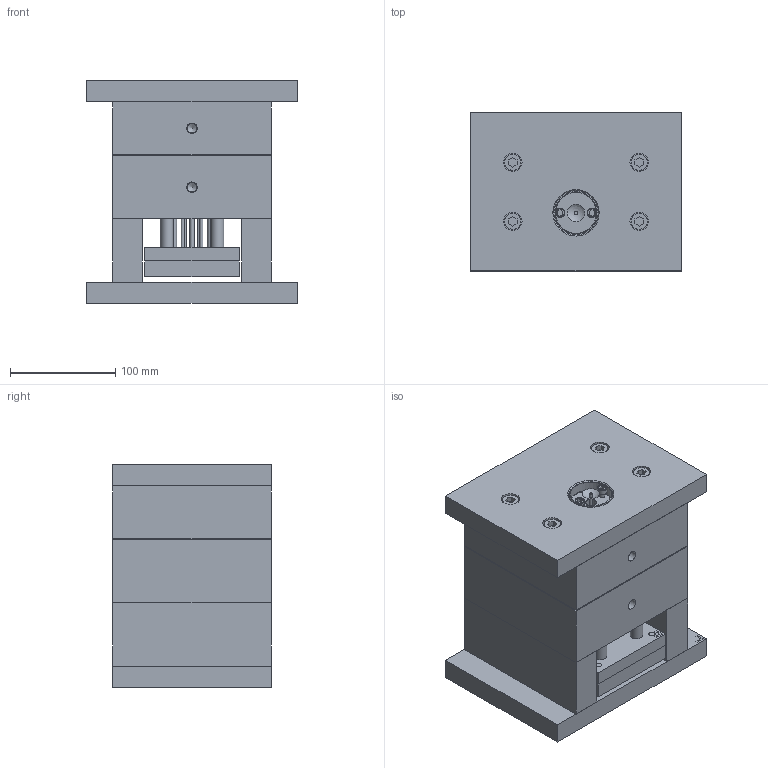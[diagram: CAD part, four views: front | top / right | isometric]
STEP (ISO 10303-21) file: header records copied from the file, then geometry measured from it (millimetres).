
FILE_DESCRIPTION(/* description */ (''),/* implementation_level */ '2;1');
FILE_NAME(/* name */ 'USB.stp',/* time_stamp */ '2018-08-31T22:31:30+08:00',/* author */ (''),/* organization */ (''),/* preprocessor_version */ 'ST-DEVELOPER v15',/* originating_system */ 'SIEMENS PLM Software NX 8.5',/* authorisation */ '');
FILE_SCHEMA (('AUTOMOTIVE_DESIGN { 1 0 10303 214 3 1 1 1 }'));
Products named in the file (1): Admi0D90DBA1b5cp
Bounding box: 200 x 150 x 211 mm (x, y, z)
Volume: 4514643.1 mm3; surface area: 695850.7 mm2
Topology: 77 solids, 81 shells, 2965 faces, 7383 edges, 4696 vertices
Faces by surface type: plane 1616, cylinder 855, cone 159, bspline 128, torus 104, extrusion 68, sphere 35
Full cylindrical faces by diameter (mm): 1.2 x24, 2.5 x8, 3 x13, 4 x2, 5 x6, 5.5 x2, 6 x24, 6.6 x4, 6.7 x4, 8 x17, 8.4 x2, 8.5 x6, 8.68 x2, 9 x26, 10 x22, 11 x18, 12 x16, 13 x4, 14 x8, 15.5 x8, 16 x20, 17 x4, 17.5 x8, 18 x4, 20 x4, 21 x4, 25 x8, 30 x4, 31 x4, 35 x1
Entity records: 89476 total; most frequent: CARTESIAN_POINT 20545, DIRECTION 13984, ORIENTED_EDGE 13618, EDGE_CURVE 6809, AXIS2_PLACEMENT_3D 4885, VERTEX_POINT 4559, VECTOR 4214, LINE 4146
